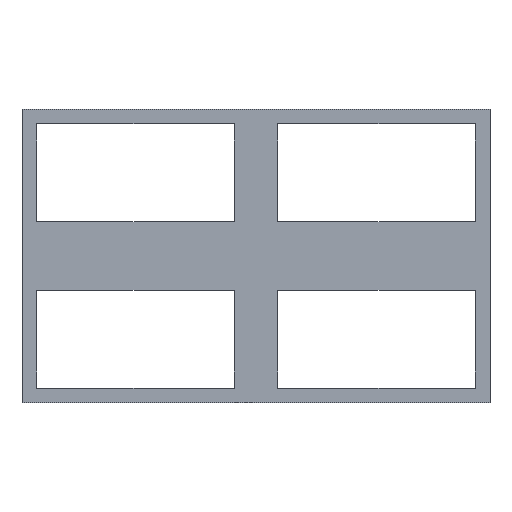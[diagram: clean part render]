
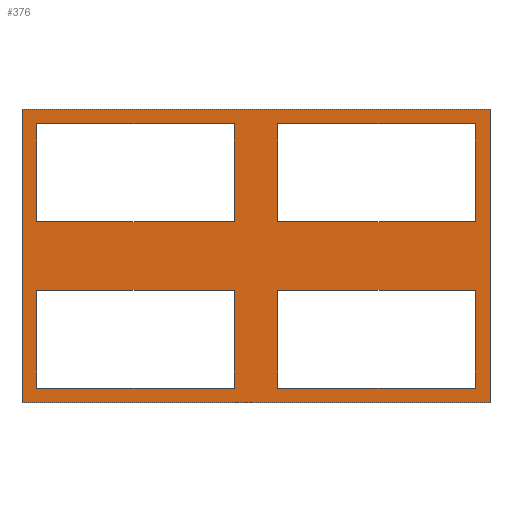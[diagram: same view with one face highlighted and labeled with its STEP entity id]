
A CAD part, front view. The second image highlights one B-rep face of the part: STEP entity #376.
In plain terms, the highlighted planar face has unit normal (0, -1, 0).
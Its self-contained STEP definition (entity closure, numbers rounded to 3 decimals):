
#1=DIRECTION('',(0.,0.,1.));
#2=VECTOR('',#1,100.8);
#3=CARTESIAN_POINT('',(-80.4,0.,-50.4));
#4=LINE('',#3,#2);
#5=DIRECTION('',(1.,0.,0.));
#6=VECTOR('',#5,160.8);
#7=CARTESIAN_POINT('',(-80.4,0.,50.4));
#8=LINE('',#7,#6);
#9=DIRECTION('',(0.,0.,-1.));
#10=VECTOR('',#9,100.8);
#11=CARTESIAN_POINT('',(80.4,0.,50.4));
#12=LINE('',#11,#10);
#13=DIRECTION('',(-1.,0.,0.));
#14=VECTOR('',#13,160.8);
#15=CARTESIAN_POINT('',(80.4,0.,-50.4));
#16=LINE('',#15,#14);
#17=DIRECTION('',(1.,0.,0.));
#18=VECTOR('',#17,68.);
#19=CARTESIAN_POINT('',(-75.4,0.,-45.4));
#20=LINE('',#19,#18);
#21=DIRECTION('',(0.,0.,1.));
#22=VECTOR('',#21,33.6);
#23=CARTESIAN_POINT('',(-7.4,0.,-45.4));
#24=LINE('',#23,#22);
#25=DIRECTION('',(-1.,0.,0.));
#26=VECTOR('',#25,68.);
#27=CARTESIAN_POINT('',(-7.4,0.,-11.8));
#28=LINE('',#27,#26);
#29=DIRECTION('',(0.,0.,-1.));
#30=VECTOR('',#29,33.6);
#31=CARTESIAN_POINT('',(-75.4,0.,-11.8));
#32=LINE('',#31,#30);
#33=DIRECTION('',(0.,0.,-1.));
#34=VECTOR('',#33,33.6);
#35=CARTESIAN_POINT('',(-75.4,0.,45.4));
#36=LINE('',#35,#34);
#37=DIRECTION('',(1.,0.,0.));
#38=VECTOR('',#37,68.);
#39=CARTESIAN_POINT('',(-75.4,0.,11.8));
#40=LINE('',#39,#38);
#41=DIRECTION('',(0.,0.,1.));
#42=VECTOR('',#41,33.6);
#43=CARTESIAN_POINT('',(-7.4,0.,11.8));
#44=LINE('',#43,#42);
#45=DIRECTION('',(-1.,0.,0.));
#46=VECTOR('',#45,68.);
#47=CARTESIAN_POINT('',(-7.4,0.,45.4));
#48=LINE('',#47,#46);
#49=DIRECTION('',(0.,0.,1.));
#50=VECTOR('',#49,33.6);
#51=CARTESIAN_POINT('',(75.4,0.,-45.4));
#52=LINE('',#51,#50);
#53=DIRECTION('',(-1.,0.,0.));
#54=VECTOR('',#53,68.);
#55=CARTESIAN_POINT('',(75.4,0.,-11.8));
#56=LINE('',#55,#54);
#57=DIRECTION('',(0.,0.,-1.));
#58=VECTOR('',#57,33.6);
#59=CARTESIAN_POINT('',(7.4,0.,-11.8));
#60=LINE('',#59,#58);
#61=DIRECTION('',(1.,0.,0.));
#62=VECTOR('',#61,68.);
#63=CARTESIAN_POINT('',(7.4,0.,-45.4));
#64=LINE('',#63,#62);
#65=DIRECTION('',(-1.,0.,0.));
#66=VECTOR('',#65,68.);
#67=CARTESIAN_POINT('',(75.4,0.,45.4));
#68=LINE('',#67,#66);
#69=DIRECTION('',(0.,0.,-1.));
#70=VECTOR('',#69,33.6);
#71=CARTESIAN_POINT('',(7.4,0.,45.4));
#72=LINE('',#71,#70);
#73=DIRECTION('',(1.,0.,0.));
#74=VECTOR('',#73,68.);
#75=CARTESIAN_POINT('',(7.4,0.,11.8));
#76=LINE('',#75,#74);
#77=DIRECTION('',(0.,0.,1.));
#78=VECTOR('',#77,33.6);
#79=CARTESIAN_POINT('',(75.4,0.,11.8));
#80=LINE('',#79,#78);
#241=CARTESIAN_POINT('',(-80.4,0.,-50.4));
#242=CARTESIAN_POINT('',(-80.4,0.,50.4));
#243=VERTEX_POINT('',#241);
#244=VERTEX_POINT('',#242);
#245=CARTESIAN_POINT('',(80.4,0.,50.4));
#246=VERTEX_POINT('',#245);
#247=CARTESIAN_POINT('',(80.4,0.,-50.4));
#248=VERTEX_POINT('',#247);
#249=CARTESIAN_POINT('',(-75.4,0.,-45.4));
#250=CARTESIAN_POINT('',(-7.4,0.,-45.4));
#251=VERTEX_POINT('',#249);
#252=VERTEX_POINT('',#250);
#253=CARTESIAN_POINT('',(-7.4,0.,-11.8));
#254=VERTEX_POINT('',#253);
#255=CARTESIAN_POINT('',(-75.4,0.,-11.8));
#256=VERTEX_POINT('',#255);
#257=CARTESIAN_POINT('',(-75.4,0.,45.4));
#258=CARTESIAN_POINT('',(-75.4,0.,11.8));
#259=VERTEX_POINT('',#257);
#260=VERTEX_POINT('',#258);
#261=CARTESIAN_POINT('',(-7.4,0.,11.8));
#262=VERTEX_POINT('',#261);
#263=CARTESIAN_POINT('',(-7.4,0.,45.4));
#264=VERTEX_POINT('',#263);
#265=CARTESIAN_POINT('',(75.4,0.,-45.4));
#266=CARTESIAN_POINT('',(75.4,0.,-11.8));
#267=VERTEX_POINT('',#265);
#268=VERTEX_POINT('',#266);
#269=CARTESIAN_POINT('',(7.4,0.,-11.8));
#270=VERTEX_POINT('',#269);
#271=CARTESIAN_POINT('',(7.4,0.,-45.4));
#272=VERTEX_POINT('',#271);
#273=CARTESIAN_POINT('',(75.4,0.,45.4));
#274=CARTESIAN_POINT('',(7.4,0.,45.4));
#275=VERTEX_POINT('',#273);
#276=VERTEX_POINT('',#274);
#277=CARTESIAN_POINT('',(7.4,0.,11.8));
#278=VERTEX_POINT('',#277);
#279=CARTESIAN_POINT('',(75.4,0.,11.8));
#280=VERTEX_POINT('',#279);
#321=CARTESIAN_POINT('',(0.,0.,0.));
#322=DIRECTION('',(0.,1.,0.));
#323=DIRECTION('',(1.,0.,0.));
#324=AXIS2_PLACEMENT_3D('',#321,#322,#323);
#325=PLANE('',#324);
#327=ORIENTED_EDGE('',*,*,#326,.T.);
#329=ORIENTED_EDGE('',*,*,#328,.T.);
#331=ORIENTED_EDGE('',*,*,#330,.T.);
#333=ORIENTED_EDGE('',*,*,#332,.T.);
#334=EDGE_LOOP('',(#327,#329,#331,#333));
#335=FACE_OUTER_BOUND('',#334,.F.);
#337=ORIENTED_EDGE('',*,*,#336,.T.);
#339=ORIENTED_EDGE('',*,*,#338,.T.);
#341=ORIENTED_EDGE('',*,*,#340,.T.);
#343=ORIENTED_EDGE('',*,*,#342,.T.);
#344=EDGE_LOOP('',(#337,#339,#341,#343));
#345=FACE_BOUND('',#344,.F.);
#347=ORIENTED_EDGE('',*,*,#346,.T.);
#349=ORIENTED_EDGE('',*,*,#348,.T.);
#351=ORIENTED_EDGE('',*,*,#350,.T.);
#353=ORIENTED_EDGE('',*,*,#352,.T.);
#354=EDGE_LOOP('',(#347,#349,#351,#353));
#355=FACE_BOUND('',#354,.F.);
#357=ORIENTED_EDGE('',*,*,#356,.T.);
#359=ORIENTED_EDGE('',*,*,#358,.T.);
#361=ORIENTED_EDGE('',*,*,#360,.T.);
#363=ORIENTED_EDGE('',*,*,#362,.T.);
#364=EDGE_LOOP('',(#357,#359,#361,#363));
#365=FACE_BOUND('',#364,.F.);
#367=ORIENTED_EDGE('',*,*,#366,.T.);
#369=ORIENTED_EDGE('',*,*,#368,.T.);
#371=ORIENTED_EDGE('',*,*,#370,.T.);
#373=ORIENTED_EDGE('',*,*,#372,.T.);
#374=EDGE_LOOP('',(#367,#369,#371,#373));
#375=FACE_BOUND('',#374,.F.);
#376=ADVANCED_FACE('',(#335,#345,#355,#365,#375),#325,.F.);
#326=EDGE_CURVE('',#243,#244,#4,.T.);
#328=EDGE_CURVE('',#244,#246,#8,.T.);
#330=EDGE_CURVE('',#246,#248,#12,.T.);
#332=EDGE_CURVE('',#248,#243,#16,.T.);
#336=EDGE_CURVE('',#251,#252,#20,.T.);
#338=EDGE_CURVE('',#252,#254,#24,.T.);
#340=EDGE_CURVE('',#254,#256,#28,.T.);
#342=EDGE_CURVE('',#256,#251,#32,.T.);
#346=EDGE_CURVE('',#259,#260,#36,.T.);
#348=EDGE_CURVE('',#260,#262,#40,.T.);
#350=EDGE_CURVE('',#262,#264,#44,.T.);
#352=EDGE_CURVE('',#264,#259,#48,.T.);
#356=EDGE_CURVE('',#267,#268,#52,.T.);
#358=EDGE_CURVE('',#268,#270,#56,.T.);
#360=EDGE_CURVE('',#270,#272,#60,.T.);
#362=EDGE_CURVE('',#272,#267,#64,.T.);
#366=EDGE_CURVE('',#275,#276,#68,.T.);
#368=EDGE_CURVE('',#276,#278,#72,.T.);
#370=EDGE_CURVE('',#278,#280,#76,.T.);
#372=EDGE_CURVE('',#280,#275,#80,.T.);
